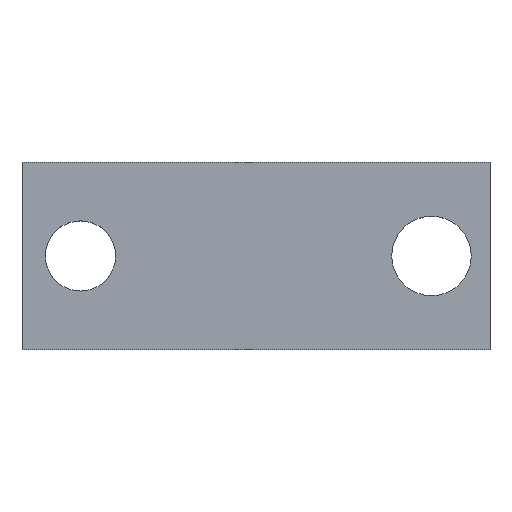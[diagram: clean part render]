
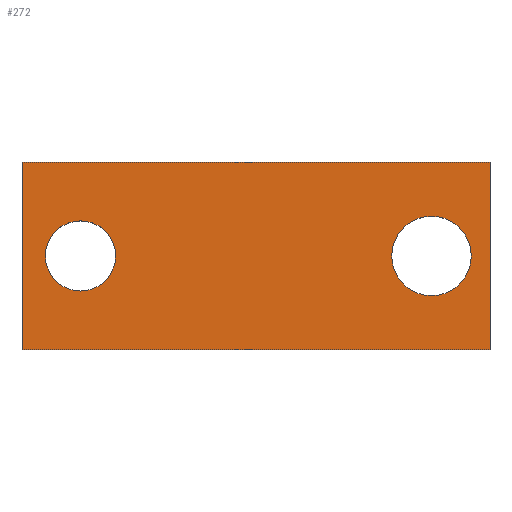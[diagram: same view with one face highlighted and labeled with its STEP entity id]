
A CAD part, top view. The second image highlights one B-rep face of the part: STEP entity #272.
In plain terms, the highlighted planar face has unit normal (0, 0, 1).
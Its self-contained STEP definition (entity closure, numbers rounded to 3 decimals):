
#17=FACE_BOUND('',#58,.T.);
#18=FACE_BOUND('',#59,.T.);
#27=PLANE('',#310);
#41=FACE_OUTER_BOUND('',#57,.T.);
#57=EDGE_LOOP('',(#248,#249,#250,#251));
#58=EDGE_LOOP('',(#252));
#59=EDGE_LOOP('',(#253));
#77=LINE('',#441,#103);
#82=LINE('',#454,#108);
#83=LINE('',#457,#109);
#85=LINE('',#460,#111);
#103=VECTOR('',#362,10.);
#108=VECTOR('',#377,10.);
#109=VECTOR('',#380,10.);
#111=VECTOR('',#384,10.);
#120=CIRCLE('',#304,0.75);
#121=CIRCLE('',#306,0.85);
#140=VERTEX_POINT('',#438);
#141=VERTEX_POINT('',#440);
#142=VERTEX_POINT('',#444);
#143=VERTEX_POINT('',#448);
#144=VERTEX_POINT('',#452);
#145=VERTEX_POINT('',#456);
#171=EDGE_CURVE('',#141,#140,#77,.T.);
#173=EDGE_CURVE('',#142,#142,#120,.T.);
#175=EDGE_CURVE('',#143,#143,#121,.T.);
#178=EDGE_CURVE('',#140,#144,#82,.T.);
#179=EDGE_CURVE('',#145,#141,#83,.T.);
#181=EDGE_CURVE('',#144,#145,#85,.T.);
#248=ORIENTED_EDGE('',*,*,#181,.T.);
#249=ORIENTED_EDGE('',*,*,#179,.T.);
#250=ORIENTED_EDGE('',*,*,#171,.T.);
#251=ORIENTED_EDGE('',*,*,#178,.T.);
#252=ORIENTED_EDGE('',*,*,#173,.T.);
#253=ORIENTED_EDGE('',*,*,#175,.T.);
#272=ADVANCED_FACE('',(#41,#17,#18),#27,.T.);
#304=AXIS2_PLACEMENT_3D('',#445,#366,#367);
#306=AXIS2_PLACEMENT_3D('',#449,#371,#372);
#310=AXIS2_PLACEMENT_3D('',#461,#385,#386);
#362=DIRECTION('',(1.,0.,0.));
#366=DIRECTION('center_axis',(0.,0.,-1.));
#367=DIRECTION('ref_axis',(-1.,0.,0.));
#371=DIRECTION('center_axis',(0.,0.,-1.));
#372=DIRECTION('ref_axis',(-1.,0.,0.));
#377=DIRECTION('',(0.,1.,0.));
#380=DIRECTION('',(0.,-1.,0.));
#384=DIRECTION('',(-1.,0.,0.));
#385=DIRECTION('center_axis',(0.,0.,1.));
#386=DIRECTION('ref_axis',(-1.,0.,0.));
#438=CARTESIAN_POINT('',(5.,11.,17.6));
#440=CARTESIAN_POINT('',(-5.,11.,17.6));
#441=CARTESIAN_POINT('',(5.,11.,17.6));
#444=CARTESIAN_POINT('',(-3.,13.,17.6));
#445=CARTESIAN_POINT('Origin',(-3.75,13.,17.6));
#448=CARTESIAN_POINT('',(4.6,13.,17.6));
#449=CARTESIAN_POINT('Origin',(3.75,13.,17.6));
#452=CARTESIAN_POINT('',(5.,15.,17.6));
#454=CARTESIAN_POINT('',(5.,15.,17.6));
#456=CARTESIAN_POINT('',(-5.,15.,17.6));
#457=CARTESIAN_POINT('',(-5.,11.,17.6));
#460=CARTESIAN_POINT('',(-5.,15.,17.6));
#461=CARTESIAN_POINT('Origin',(0.,13.,17.6));
